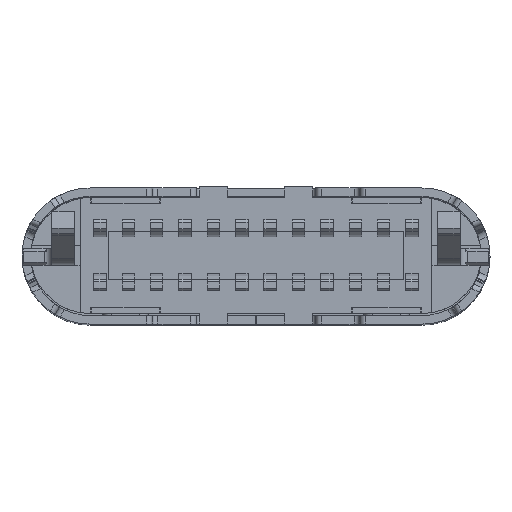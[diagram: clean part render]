
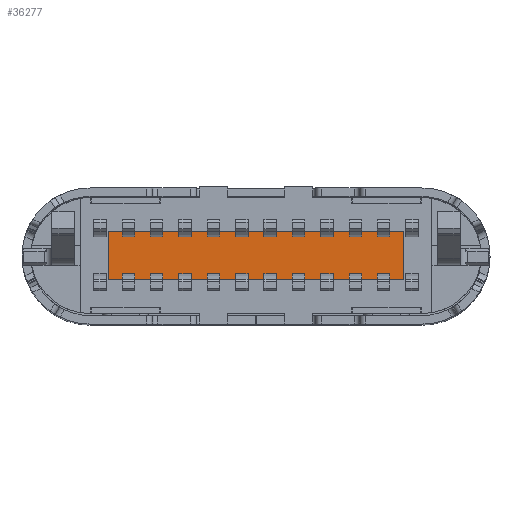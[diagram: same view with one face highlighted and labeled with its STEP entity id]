
A CAD part, top view. The second image highlights one B-rep face of the part: STEP entity #36277.
In plain terms, the highlighted planar face has unit normal (0, 0, 1).
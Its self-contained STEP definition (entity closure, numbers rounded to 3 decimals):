
#12997=DIRECTION('',(0.,1.,0.));
#12998=VECTOR('',#12997,0.85);
#12999=CARTESIAN_POINT('',(-2.6,-0.395,1.624));
#13000=LINE('',#12999,#12998);
#13004=DIRECTION('',(0.,1.,0.));
#13005=VECTOR('',#13004,0.85);
#13006=CARTESIAN_POINT('',(2.6,-0.395,1.624));
#13007=LINE('',#13006,#13005);
#13151=DIRECTION('',(1.,0.,0.));
#13152=VECTOR('',#13151,5.2);
#13153=CARTESIAN_POINT('',(-2.6,-0.395,1.624));
#13154=LINE('',#13153,#13152);
#15471=DIRECTION('',(-1.,0.,0.));
#15472=VECTOR('',#15471,5.2);
#15473=CARTESIAN_POINT('',(2.6,0.455,1.624));
#15474=LINE('',#15473,#15472);
#23836=CARTESIAN_POINT('',(2.6,0.455,1.624));
#23838=VERTEX_POINT('',#23836);
#23839=CARTESIAN_POINT('',(-2.6,0.455,1.624));
#23841=VERTEX_POINT('',#23839);
#24052=CARTESIAN_POINT('',(-2.6,-0.395,1.624));
#24054=VERTEX_POINT('',#24052);
#24055=CARTESIAN_POINT('',(2.6,-0.395,1.624));
#24057=VERTEX_POINT('',#24055);
#36263=CARTESIAN_POINT('',(-2.6,0.03,1.624));
#36264=DIRECTION('',(0.,0.,-1.));
#36265=DIRECTION('',(1.,0.,0.));
#36266=AXIS2_PLACEMENT_3D('',#36263,#36264,#36265);
#36267=PLANE('',#36266);
#36269=ORIENTED_EDGE('',*,*,#36268,.F.);
#36271=ORIENTED_EDGE('',*,*,#36270,.F.);
#36272=ORIENTED_EDGE('',*,*,#36253,.T.);
#36274=ORIENTED_EDGE('',*,*,#36273,.F.);
#36275=EDGE_LOOP('',(#36269,#36271,#36272,#36274));
#36276=FACE_OUTER_BOUND('',#36275,.F.);
#36253=EDGE_CURVE('',#24054,#23841,#13000,.T.);
#36268=EDGE_CURVE('',#24057,#23838,#13007,.T.);
#36270=EDGE_CURVE('',#24054,#24057,#13154,.T.);
#36273=EDGE_CURVE('',#23838,#23841,#15474,.T.);
#36277=ADVANCED_FACE('',(#36276),#36267,.F.);
